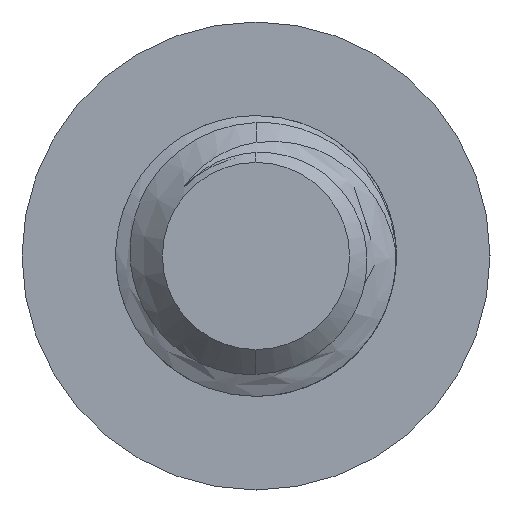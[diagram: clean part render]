
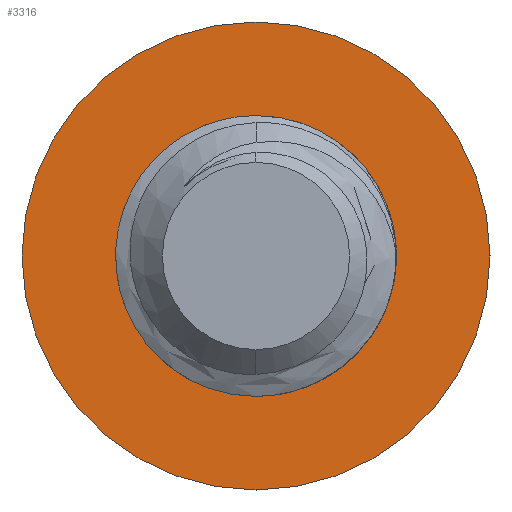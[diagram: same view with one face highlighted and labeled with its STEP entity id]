
A CAD part, front view. The second image highlights one B-rep face of the part: STEP entity #3316.
In plain terms, the highlighted planar face has unit normal (0, -1, 0).
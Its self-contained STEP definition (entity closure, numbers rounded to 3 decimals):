
#11 = DIRECTION ( 'NONE',  ( 0., 1., 0. ) ) ;
#240 = DIRECTION ( 'NONE',  ( -1., 0., 0. ) ) ;
#383 = CIRCLE ( 'NONE', #1651, 5. ) ;
#429 = CIRCLE ( 'NONE', #3792, 5. ) ;
#466 = CARTESIAN_POINT ( 'NONE',  ( 0., 0., 0. ) ) ;
#573 = FACE_OUTER_BOUND ( 'NONE', #1801, .T. ) ;
#686 = FACE_BOUND ( 'NONE', #1711, .T. ) ;
#771 = AXIS2_PLACEMENT_3D ( 'NONE', #466, #2685, #785 ) ;
#785 = DIRECTION ( 'NONE',  ( 0., 0., 1. ) ) ;
#933 = EDGE_CURVE ( 'NONE', #2090, #1165, #2674, .T. ) ;
#994 = AXIS2_PLACEMENT_3D ( 'NONE', #3291, #3318, #1413 ) ;
#1165 = VERTEX_POINT ( 'NONE', #3969 ) ;
#1210 = DIRECTION ( 'NONE',  ( 0., 1., 0. ) ) ;
#1403 = EDGE_CURVE ( 'NONE', #3539, #3392, #383, .T. ) ;
#1413 = DIRECTION ( 'NONE',  ( -1., 0., 0. ) ) ;
#1638 = ORIENTED_EDGE ( 'NONE', *, *, #1403, .F. ) ;
#1651 = AXIS2_PLACEMENT_3D ( 'NONE', #3110, #1210, #3437 ) ;
#1711 = EDGE_LOOP ( 'NONE', ( #4005, #2542 ) ) ;
#1789 = CARTESIAN_POINT ( 'NONE',  ( 5., 0., 0. ) ) ;
#1801 = EDGE_LOOP ( 'NONE', ( #1976, #1638 ) ) ;
#1968 = CARTESIAN_POINT ( 'NONE',  ( 0., 0., 0. ) ) ;
#1976 = ORIENTED_EDGE ( 'NONE', *, *, #2873, .F. ) ;
#2090 = VERTEX_POINT ( 'NONE', #3146 ) ;
#2157 = DIRECTION ( 'NONE',  ( 0., 1., 0. ) ) ;
#2273 = DIRECTION ( 'NONE',  ( 0., 0., 1. ) ) ;
#2542 = ORIENTED_EDGE ( 'NONE', *, *, #933, .T. ) ;
#2674 = CIRCLE ( 'NONE', #3517, 3. ) ;
#2685 = DIRECTION ( 'NONE',  ( 0., 1., 0. ) ) ;
#2873 = EDGE_CURVE ( 'NONE', #3392, #3539, #429, .T. ) ;
#3001 = CARTESIAN_POINT ( 'NONE',  ( -5., 0., 0. ) ) ;
#3007 = CIRCLE ( 'NONE', #771, 3. ) ;
#3110 = CARTESIAN_POINT ( 'NONE',  ( 0., 0., 0. ) ) ;
#3146 = CARTESIAN_POINT ( 'NONE',  ( 3., 0., 0. ) ) ;
#3291 = CARTESIAN_POINT ( 'NONE',  ( 0., 0., 0. ) ) ;
#3316 = ADVANCED_FACE ( 'NONE', ( #686, #573 ), #3958, .F. ) ;
#3318 = DIRECTION ( 'NONE',  ( 0., 1., 0. ) ) ;
#3351 = EDGE_CURVE ( 'NONE', #1165, #2090, #3007, .T. ) ;
#3392 = VERTEX_POINT ( 'NONE', #3001 ) ;
#3437 = DIRECTION ( 'NONE',  ( -1., 0., 0. ) ) ;
#3517 = AXIS2_PLACEMENT_3D ( 'NONE', #1968, #11, #2273 ) ;
#3539 = VERTEX_POINT ( 'NONE', #1789 ) ;
#3792 = AXIS2_PLACEMENT_3D ( 'NONE', #4113, #2157, #240 ) ;
#3958 = PLANE ( 'NONE',  #994 ) ;
#3969 = CARTESIAN_POINT ( 'NONE',  ( 0.464, 0., 2.964 ) ) ;
#4005 = ORIENTED_EDGE ( 'NONE', *, *, #3351, .T. ) ;
#4113 = CARTESIAN_POINT ( 'NONE',  ( 0., 0., 0. ) ) ;
